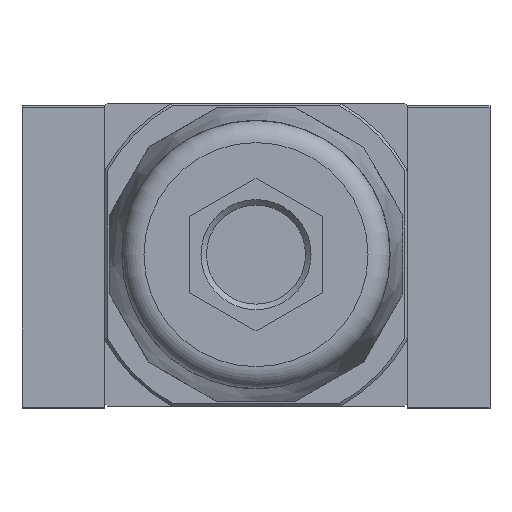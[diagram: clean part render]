
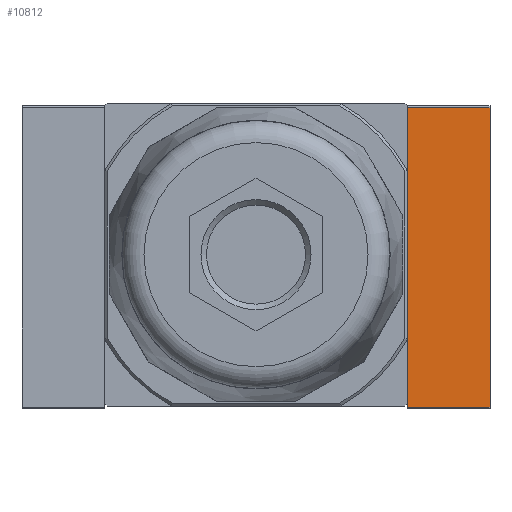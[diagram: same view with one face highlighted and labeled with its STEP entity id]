
A CAD part, front view. The second image highlights one B-rep face of the part: STEP entity #10812.
In plain terms, the highlighted face is planar.
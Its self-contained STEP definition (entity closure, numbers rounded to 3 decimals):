
#2777=ORIENTED_EDGE('',*,*,#4252,.T.);
#2778=ORIENTED_EDGE('',*,*,#4280,.F.);
#2779=ORIENTED_EDGE('',*,*,#4281,.F.);
#2780=ORIENTED_EDGE('',*,*,#4278,.T.);
#4252=EDGE_CURVE('',#5163,#5162,#5781,.T.);
#4278=EDGE_CURVE('',#5187,#5163,#5791,.T.);
#4280=EDGE_CURVE('',#5188,#5162,#5792,.T.);
#4281=EDGE_CURVE('',#5187,#5188,#5793,.T.);
#5162=VERTEX_POINT('',#16966);
#5163=VERTEX_POINT('',#16968);
#5187=VERTEX_POINT('',#17020);
#5188=VERTEX_POINT('',#17024);
#5781=LINE('',#16967,#6340);
#5791=LINE('',#17019,#6350);
#5792=LINE('',#17023,#6351);
#5793=LINE('',#17025,#6352);
#6340=VECTOR('',#13533,1000.);
#6350=VECTOR('',#13579,1000.);
#6351=VECTOR('',#13584,1000.);
#6352=VECTOR('',#13585,1000.);
#6929=EDGE_LOOP('',(#2777,#2778,#2779,#2780));
#7583=FACE_BOUND('',#6929,.T.);
#8001=PLANE('',#11619);
#10812=ADVANCED_FACE('',(#7583),#8001,.F.);
#11619=AXIS2_PLACEMENT_3D('',#17022,#13582,#13583);
#13533=DIRECTION('',(1.,0.,0.));
#13579=DIRECTION('',(0.,-1.,0.));
#13582=DIRECTION('',(0.,0.,-1.));
#13583=DIRECTION('',(-1.,0.,0.));
#13584=DIRECTION('',(0.,-1.,0.));
#13585=DIRECTION('',(1.,0.,0.));
#16966=CARTESIAN_POINT('',(27.2,0.,16.));
#16967=CARTESIAN_POINT('',(-27.2,0.,16.));
#16968=CARTESIAN_POINT('',(-27.2,0.,16.));
#17019=CARTESIAN_POINT('',(-27.2,15.,16.));
#17020=CARTESIAN_POINT('',(-27.2,15.,16.));
#17022=CARTESIAN_POINT('',(-27.2,15.,16.));
#17023=CARTESIAN_POINT('',(27.2,15.,16.));
#17024=CARTESIAN_POINT('',(27.2,15.,16.));
#17025=CARTESIAN_POINT('',(-27.2,15.,16.));
